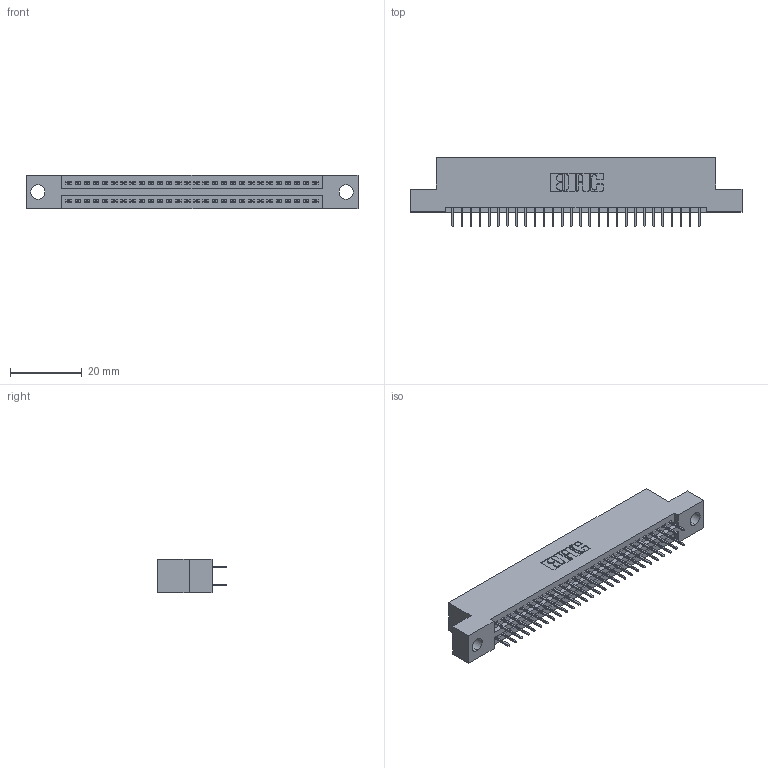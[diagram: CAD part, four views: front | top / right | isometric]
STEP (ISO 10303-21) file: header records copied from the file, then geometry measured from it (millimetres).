
FILE_DESCRIPTION (( 'STEP AP203' ), '1' );
FILE_NAME ('345-056-524-204.STEP', '2021-05-20T04:33:08', ( '' ), ( '' ), 'SwSTEP 2.0', 'SolidWorks 2020', '' );
FILE_SCHEMA (( 'CONFIG_CONTROL_DESIGN' ));
Length unit declared in the file: inch
Products named in the file (3): 345 Part_Flush Mounting Lugs - 0.156 Dia-TI; 345-056-524-204; 345-292-001_345-293-124
Assembly tree (57 placements, depth 2):
  345-056-524-204
    345 Part_Flush Mounting Lugs - 0.156 Dia-TI
    345-292-001_345-293-124  x56
Bounding box: 92.33 x 19.35 x 9.4 mm (x, y, z)
Volume: 8648.3 mm3; surface area: 12140.3 mm2
Topology: 57 solids, 57 shells, 3164 faces, 8945 edges, 5738 vertices
Faces by surface type: plane 2278, cylinder 886
Entity records: 24347 total; most frequent: CARTESIAN_POINT 4098, ORIENTED_EDGE 4030, DIRECTION 3631, EDGE_CURVE 2015, LINE 1775, VECTOR 1775, VERTEX_POINT 1338, AXIS2_PLACEMENT_3D 928
